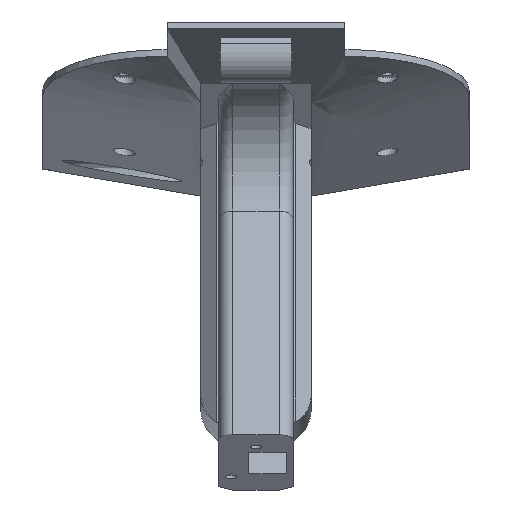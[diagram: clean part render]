
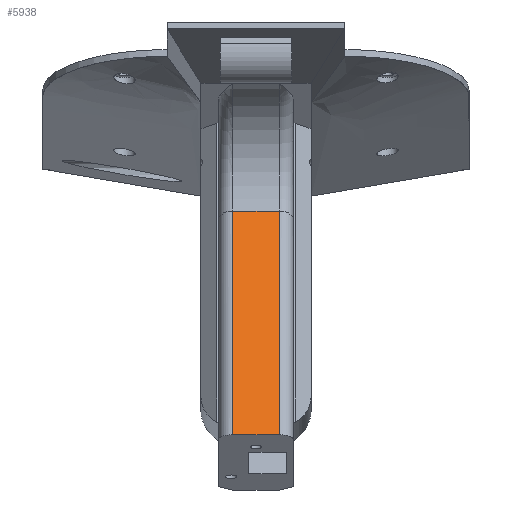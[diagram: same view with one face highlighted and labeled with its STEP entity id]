
A CAD part, top view. The second image highlights one B-rep face of the part: STEP entity #5938.
In plain terms, the highlighted planar face has unit normal (0, 0.588, 0.809).
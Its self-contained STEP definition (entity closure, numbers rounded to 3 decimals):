
#388=PLANE('',#6479);
#666=FACE_OUTER_BOUND('',#1046,.T.);
#1046=EDGE_LOOP('',(#4921,#4922,#4923,#4924));
#1558=LINE('',#9591,#2125);
#1560=LINE('',#9606,#2127);
#1561=LINE('',#9608,#2128);
#1562=LINE('',#9609,#2129);
#2125=VECTOR('',#7715,10.);
#2127=VECTOR('',#7727,10.);
#2128=VECTOR('',#7728,10.);
#2129=VECTOR('',#7729,10.);
#2905=VERTEX_POINT('',#9588);
#2906=VERTEX_POINT('',#9590);
#2910=VERTEX_POINT('',#9605);
#2911=VERTEX_POINT('',#9607);
#3623=EDGE_CURVE('',#2905,#2906,#1558,.T.);
#3629=EDGE_CURVE('',#2905,#2910,#1560,.T.);
#3630=EDGE_CURVE('',#2911,#2910,#1561,.T.);
#3631=EDGE_CURVE('',#2911,#2906,#1562,.T.);
#4921=ORIENTED_EDGE('',*,*,#3623,.F.);
#4922=ORIENTED_EDGE('',*,*,#3629,.T.);
#4923=ORIENTED_EDGE('',*,*,#3630,.F.);
#4924=ORIENTED_EDGE('',*,*,#3631,.T.);
#5938=ADVANCED_FACE('',(#666),#388,.T.);
#6479=AXIS2_PLACEMENT_3D('',#9604,#7725,#7726);
#7715=DIRECTION('',(0.,0.809,-0.588));
#7725=DIRECTION('center_axis',(0.,0.588,0.809));
#7726=DIRECTION('ref_axis',(0.,-0.809,0.588));
#7727=DIRECTION('',(1.,0.,0.));
#7728=DIRECTION('',(0.,-0.809,0.588));
#7729=DIRECTION('',(-1.,0.,0.));
#9588=CARTESIAN_POINT('',(-6.5,-174.182,73.768));
#9590=CARTESIAN_POINT('',(-6.5,-111.153,27.975));
#9591=CARTESIAN_POINT('',(-6.5,-115.672,31.258));
#9604=CARTESIAN_POINT('Origin',(0.,-111.153,27.975));
#9605=CARTESIAN_POINT('',(6.5,-174.182,73.768));
#9606=CARTESIAN_POINT('',(0.,-174.182,73.768));
#9607=CARTESIAN_POINT('',(6.5,-111.153,27.975));
#9608=CARTESIAN_POINT('',(6.5,-115.672,31.258));
#9609=CARTESIAN_POINT('',(0.,-111.153,27.975));
